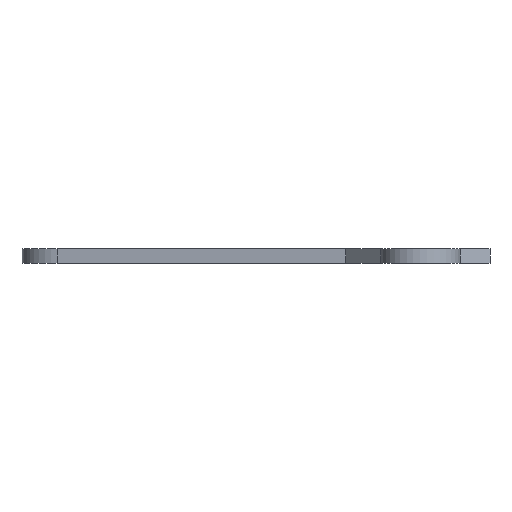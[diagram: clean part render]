
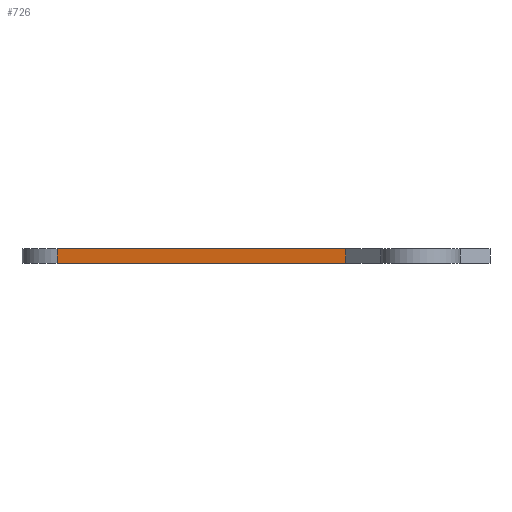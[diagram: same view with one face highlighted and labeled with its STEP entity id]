
A CAD part, front view. The second image highlights one B-rep face of the part: STEP entity #726.
In plain terms, the highlighted planar face has unit normal (-0.121, -0.993, 0).
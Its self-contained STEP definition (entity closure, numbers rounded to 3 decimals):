
#1 = LINE ( 'NONE', #5, #3 ) ;
#2 = DIRECTION ( 'NONE',  ( 0., 0., -1. ) ) ;
#3 = VECTOR ( 'NONE', #2, 1000. ) ;
#5 = CARTESIAN_POINT ( 'NONE',  ( -72.967, -7.941, 3. ) ) ;
#35 = CARTESIAN_POINT ( 'NONE',  ( -72.967, -7.941, 0. ) ) ;
#141 = CARTESIAN_POINT ( 'NONE',  ( -72.967, -7.941, 3. ) ) ;
#180 = DIRECTION ( 'NONE',  ( 0.993, -0.121, 0. ) ) ;
#181 = VECTOR ( 'NONE', #180, 1000. ) ;
#182 = CARTESIAN_POINT ( 'NONE',  ( -15., -15., 0. ) ) ;
#183 = LINE ( 'NONE', #182, #181 ) ;
#184 = CARTESIAN_POINT ( 'NONE',  ( -15., -15., 0. ) ) ;
#292 = CARTESIAN_POINT ( 'NONE',  ( -15., -15., 3. ) ) ;
#293 = DIRECTION ( 'NONE',  ( 0.993, -0.121, 0. ) ) ;
#294 = VECTOR ( 'NONE', #293, 1000. ) ;
#295 = CARTESIAN_POINT ( 'NONE',  ( -15., -15., 3. ) ) ;
#296 = LINE ( 'NONE', #295, #294 ) ;
#319 = DIRECTION ( 'NONE',  ( -0.993, 0.121, 0. ) ) ;
#320 = DIRECTION ( 'NONE',  ( 0.121, 0.993, 0. ) ) ;
#321 = CARTESIAN_POINT ( 'NONE',  ( -15., -15., 3. ) ) ;
#322 = AXIS2_PLACEMENT_3D ( 'NONE', #321, #320, #319 ) ;
#323 = PLANE ( 'NONE',  #322 ) ;
#324 = FACE_OUTER_BOUND ( 'NONE', #797, .T. ) ;
#405 = DIRECTION ( 'NONE',  ( 0., 0., -1. ) ) ;
#406 = VECTOR ( 'NONE', #405, 1000. ) ;
#407 = CARTESIAN_POINT ( 'NONE',  ( -15., -15., 3. ) ) ;
#408 = LINE ( 'NONE', #407, #406 ) ;
#568 = EDGE_CURVE ( 'NONE', #641, #569, #1, .T. ) ;
#569 = VERTEX_POINT ( 'NONE', #35 ) ;
#641 = VERTEX_POINT ( 'NONE', #141 ) ;
#651 = VERTEX_POINT ( 'NONE', #184 ) ;
#653 = EDGE_CURVE ( 'NONE', #569, #651, #183, .T. ) ;
#702 = EDGE_CURVE ( 'NONE', #641, #703, #296, .T. ) ;
#703 = VERTEX_POINT ( 'NONE', #292 ) ;
#726 = ADVANCED_FACE ( 'NONE', ( #324 ), #323, .F. ) ;
#727 = ORIENTED_EDGE ( 'NONE', *, *, #653, .T. ) ;
#797 = EDGE_LOOP ( 'NONE', ( #727, #833, #835, #836 ) ) ;
#833 = ORIENTED_EDGE ( 'NONE', *, *, #834, .F. ) ;
#834 = EDGE_CURVE ( 'NONE', #703, #651, #408, .T. ) ;
#835 = ORIENTED_EDGE ( 'NONE', *, *, #702, .F. ) ;
#836 = ORIENTED_EDGE ( 'NONE', *, *, #568, .T. ) ;
